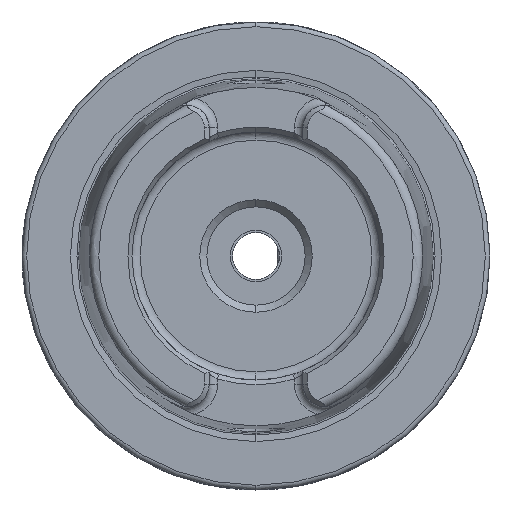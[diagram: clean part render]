
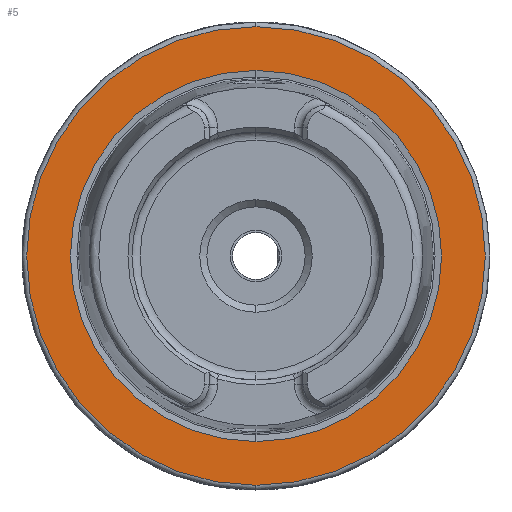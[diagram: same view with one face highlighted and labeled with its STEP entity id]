
A CAD part, left-side view. The second image highlights one B-rep face of the part: STEP entity #5.
In plain terms, the highlighted planar face has unit normal (-1, 0, 0).
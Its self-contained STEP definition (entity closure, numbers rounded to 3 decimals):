
#5 = ADVANCED_FACE ( 'NONE', ( #2209, #2051 ), #2050, .T. ) ;
#117 = EDGE_CURVE ( 'NONE', #1477, #1476, #2490, .T. ) ;
#308 = EDGE_LOOP ( 'NONE', ( #309, #320 ) ) ;
#309 = ORIENTED_EDGE ( 'NONE', *, *, #1478, .T. ) ;
#320 = ORIENTED_EDGE ( 'NONE', *, *, #323, .T. ) ;
#323 = EDGE_CURVE ( 'NONE', #1455, #1579, #2911, .T. ) ;
#324 = EDGE_LOOP ( 'NONE', ( #325, #326 ) ) ;
#325 = ORIENTED_EDGE ( 'NONE', *, *, #1627, .F. ) ;
#326 = ORIENTED_EDGE ( 'NONE', *, *, #117, .F. ) ;
#1455 = VERTEX_POINT ( 'NONE', #5429 ) ;
#1476 = VERTEX_POINT ( 'NONE', #5241 ) ;
#1477 = VERTEX_POINT ( 'NONE', #5240 ) ;
#1478 = EDGE_CURVE ( 'NONE', #1579, #1455, #5239, .T. ) ;
#1579 = VERTEX_POINT ( 'NONE', #5821 ) ;
#1627 = EDGE_CURVE ( 'NONE', #1476, #1477, #5739, .T. ) ;
#2045 = DIRECTION ( 'NONE',  ( 0., 0., 1. ) ) ;
#2046 = DIRECTION ( 'NONE',  ( -1., 0., 0. ) ) ;
#2047 = CARTESIAN_POINT ( 'NONE',  ( 0., 39.647, 0. ) ) ;
#2049 = AXIS2_PLACEMENT_3D ( 'NONE', #2047, #2046, #2045 ) ;
#2050 = PLANE ( 'NONE',  #2049 ) ;
#2051 = FACE_OUTER_BOUND ( 'NONE', #324, .T. ) ;
#2209 = FACE_BOUND ( 'NONE', #308, .T. ) ;
#2486 = DIRECTION ( 'NONE',  ( 0., 0., -1. ) ) ;
#2487 = DIRECTION ( 'NONE',  ( 1., 0., 0. ) ) ;
#2488 = CARTESIAN_POINT ( 'NONE',  ( 0., 0., 0. ) ) ;
#2489 = AXIS2_PLACEMENT_3D ( 'NONE', #2488, #2487, #2486 ) ;
#2490 = CIRCLE ( 'NONE', #2489, 49. ) ;
#2907 = DIRECTION ( 'NONE',  ( 0., 0., -1. ) ) ;
#2908 = DIRECTION ( 'NONE',  ( 1., 0., 0. ) ) ;
#2909 = CARTESIAN_POINT ( 'NONE',  ( 0., 0., 0. ) ) ;
#2910 = AXIS2_PLACEMENT_3D ( 'NONE', #2909, #2908, #2907 ) ;
#2911 = CIRCLE ( 'NONE', #2910, 39.647 ) ;
#5235 = DIRECTION ( 'NONE',  ( 0., 0., -1. ) ) ;
#5236 = DIRECTION ( 'NONE',  ( 1., 0., 0. ) ) ;
#5237 = CARTESIAN_POINT ( 'NONE',  ( 0., 0., 0. ) ) ;
#5238 = AXIS2_PLACEMENT_3D ( 'NONE', #5237, #5236, #5235 ) ;
#5239 = CIRCLE ( 'NONE', #5238, 39.647 ) ;
#5240 = CARTESIAN_POINT ( 'NONE',  ( 0., 0., 49. ) ) ;
#5241 = CARTESIAN_POINT ( 'NONE',  ( 0., 0., -49. ) ) ;
#5429 = CARTESIAN_POINT ( 'NONE',  ( 0., 0., -39.647 ) ) ;
#5735 = DIRECTION ( 'NONE',  ( 0., 0., -1. ) ) ;
#5736 = DIRECTION ( 'NONE',  ( 1., 0., 0. ) ) ;
#5737 = CARTESIAN_POINT ( 'NONE',  ( 0., 0., 0. ) ) ;
#5738 = AXIS2_PLACEMENT_3D ( 'NONE', #5737, #5736, #5735 ) ;
#5739 = CIRCLE ( 'NONE', #5738, 49. ) ;
#5821 = CARTESIAN_POINT ( 'NONE',  ( 0., 0., 39.647 ) ) ;
